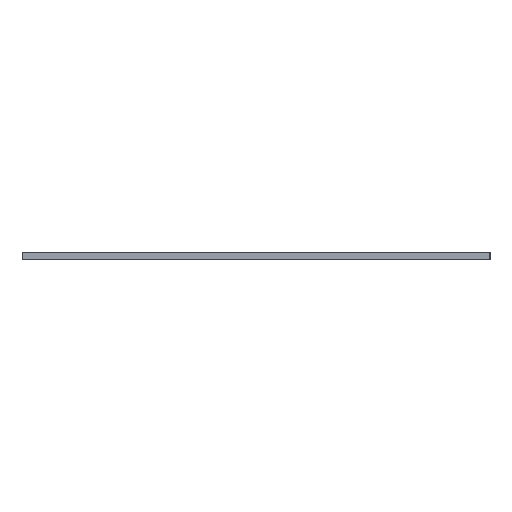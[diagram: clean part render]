
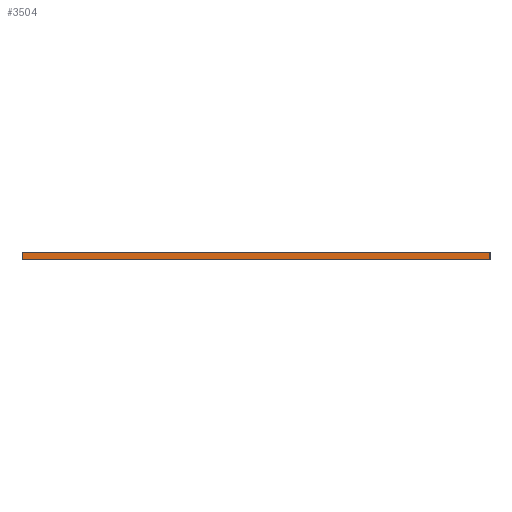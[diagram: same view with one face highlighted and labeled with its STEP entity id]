
A CAD part, left-side view. The second image highlights one B-rep face of the part: STEP entity #3504.
In plain terms, the highlighted planar face has unit normal (-1, 0, 0).
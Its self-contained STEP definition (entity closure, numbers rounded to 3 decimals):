
#33 = VERTEX_POINT('',#34);
#34 = CARTESIAN_POINT('',(0.,95.25,1.5));
#42 = EDGE_CURVE('',#43,#33,#45,.T.);
#43 = VERTEX_POINT('',#44);
#44 = CARTESIAN_POINT('',(0.,0.,1.5));
#45 = LINE('',#46,#47);
#46 = CARTESIAN_POINT('',(0.,0.,1.5));
#47 = VECTOR('',#48,1.);
#48 = DIRECTION('',(0.,1.,0.));
#3477 = EDGE_CURVE('',#3478,#33,#3480,.T.);
#3478 = VERTEX_POINT('',#3479);
#3479 = CARTESIAN_POINT('',(0.,95.25,0.));
#3480 = LINE('',#3481,#3482);
#3481 = CARTESIAN_POINT('',(0.,95.25,0.));
#3482 = VECTOR('',#3483,1.);
#3483 = DIRECTION('',(0.,0.,1.));
#3504 = ADVANCED_FACE('',(#3505),#3523,.T.);
#3505 = FACE_BOUND('',#3506,.T.);
#3506 = EDGE_LOOP('',(#3507,#3515,#3516,#3517));
#3507 = ORIENTED_EDGE('',*,*,#3508,.T.);
#3508 = EDGE_CURVE('',#3509,#43,#3511,.T.);
#3509 = VERTEX_POINT('',#3510);
#3510 = CARTESIAN_POINT('',(0.,0.,0.));
#3511 = LINE('',#3512,#3513);
#3512 = CARTESIAN_POINT('',(0.,0.,0.));
#3513 = VECTOR('',#3514,1.);
#3514 = DIRECTION('',(0.,0.,1.));
#3515 = ORIENTED_EDGE('',*,*,#42,.T.);
#3516 = ORIENTED_EDGE('',*,*,#3477,.F.);
#3517 = ORIENTED_EDGE('',*,*,#3518,.F.);
#3518 = EDGE_CURVE('',#3509,#3478,#3519,.T.);
#3519 = LINE('',#3520,#3521);
#3520 = CARTESIAN_POINT('',(0.,0.,0.));
#3521 = VECTOR('',#3522,1.);
#3522 = DIRECTION('',(0.,1.,0.));
#3523 = PLANE('',#3524);
#3524 = AXIS2_PLACEMENT_3D('',#3525,#3526,#3527);
#3525 = CARTESIAN_POINT('',(0.,0.,0.));
#3526 = DIRECTION('',(-1.,0.,0.));
#3527 = DIRECTION('',(0.,1.,0.));
